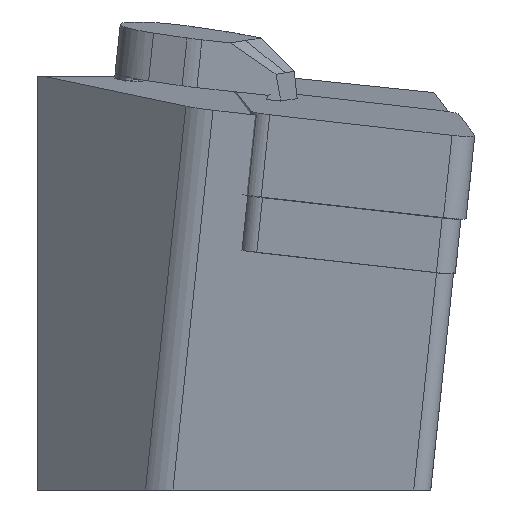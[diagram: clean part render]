
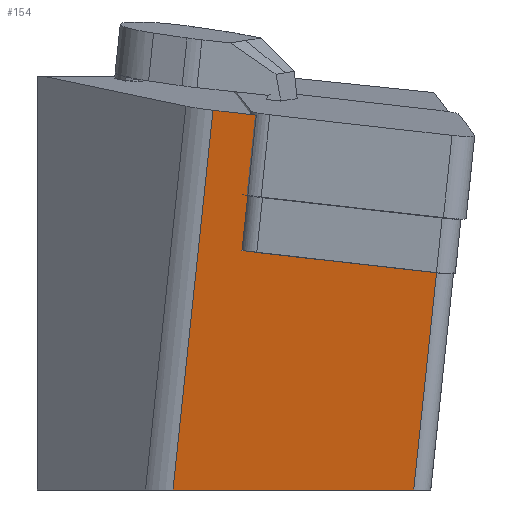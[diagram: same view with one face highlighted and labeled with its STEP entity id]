
A CAD part, left-side view. The second image highlights one B-rep face of the part: STEP entity #154.
In plain terms, the highlighted planar face has unit normal (-0.992, 0.087, -0.096).
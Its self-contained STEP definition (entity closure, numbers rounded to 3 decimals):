
#154=ADVANCED_FACE('',(#262),#217,.F.);
#217=PLANE('',#1336);
#262=FACE_OUTER_BOUND('',#325,.T.);
#325=EDGE_LOOP('',(#708,#709,#710,#711,#712,#713,#714));
#384=LINE('',#1781,#515);
#396=LINE('',#1805,#527);
#403=LINE('',#1826,#534);
#423=LINE('',#1869,#554);
#424=LINE('',#1873,#555);
#425=LINE('',#1875,#556);
#426=LINE('',#1876,#557);
#515=VECTOR('',#1434,1.);
#527=VECTOR('',#1450,1.);
#534=VECTOR('',#1467,1.);
#554=VECTOR('',#1501,1.);
#555=VECTOR('',#1506,1.);
#556=VECTOR('',#1507,1.);
#557=VECTOR('',#1508,1.);
#708=ORIENTED_EDGE('',*,*,#1110,.F.);
#709=ORIENTED_EDGE('',*,*,#1122,.T.);
#710=ORIENTED_EDGE('',*,*,#1133,.F.);
#711=ORIENTED_EDGE('',*,*,#1157,.T.);
#712=ORIENTED_EDGE('',*,*,#1158,.F.);
#713=ORIENTED_EDGE('',*,*,#1155,.T.);
#714=ORIENTED_EDGE('',*,*,#1159,.F.);
#993=VERTEX_POINT('',#1778);
#994=VERTEX_POINT('',#1780);
#1004=VERTEX_POINT('',#1804);
#1013=VERTEX_POINT('',#1825);
#1029=VERTEX_POINT('',#1868);
#1030=VERTEX_POINT('',#1870);
#1031=VERTEX_POINT('',#1874);
#1110=EDGE_CURVE('',#994,#993,#384,.T.);
#1122=EDGE_CURVE('',#994,#1004,#396,.T.);
#1133=EDGE_CURVE('',#1013,#1004,#403,.T.);
#1155=EDGE_CURVE('',#1030,#1029,#423,.T.);
#1157=EDGE_CURVE('',#1013,#1031,#424,.T.);
#1158=EDGE_CURVE('',#1030,#1031,#425,.T.);
#1159=EDGE_CURVE('',#993,#1029,#426,.T.);
#1336=AXIS2_PLACEMENT_3D('',#1877,#1509,#1510);
#1434=DIRECTION('',(-0.076,-0.991,-0.112));
#1450=DIRECTION('',(-0.105,-0.104,0.989));
#1467=DIRECTION('',(-0.076,-0.991,-0.112));
#1501=DIRECTION('',(-0.105,-0.104,0.989));
#1506=DIRECTION('',(0.105,0.104,-0.989));
#1507=DIRECTION('',(0.087,0.996,0.));
#1508=DIRECTION('',(-0.076,-0.991,-0.112));
#1509=DIRECTION('',(0.992,-0.087,0.096));
#1510=DIRECTION('',(0.096,0.,-0.995));
#1778=CARTESIAN_POINT('',(4.264,-24.117,-12.874));
#1780=CARTESIAN_POINT('',(4.327,-23.283,-12.78));
#1781=CARTESIAN_POINT('',(2.633,-45.404,-15.284));
#1804=CARTESIAN_POINT('',(2.7,-24.902,2.62));
#1805=CARTESIAN_POINT('',(2.237,-25.362,7.002));
#1825=CARTESIAN_POINT('',(3.077,-19.982,3.177));
#1826=CARTESIAN_POINT('',(1.006,-47.023,0.116));
#1868=CARTESIAN_POINT('',(2.633,-45.404,-15.284));
#1869=CARTESIAN_POINT('',(7.246,-40.817,-58.932));
#1870=CARTESIAN_POINT('',(5.245,-42.807,-40.));
#1873=CARTESIAN_POINT('',(9.317,-13.776,-55.871));
#1874=CARTESIAN_POINT('',(7.64,-15.444,-40.));
#1875=CARTESIAN_POINT('',(5.433,-40.658,-40.));
#1876=CARTESIAN_POINT('',(2.633,-45.404,-15.284));
#1877=CARTESIAN_POINT('',(7.246,-40.817,-58.932));
